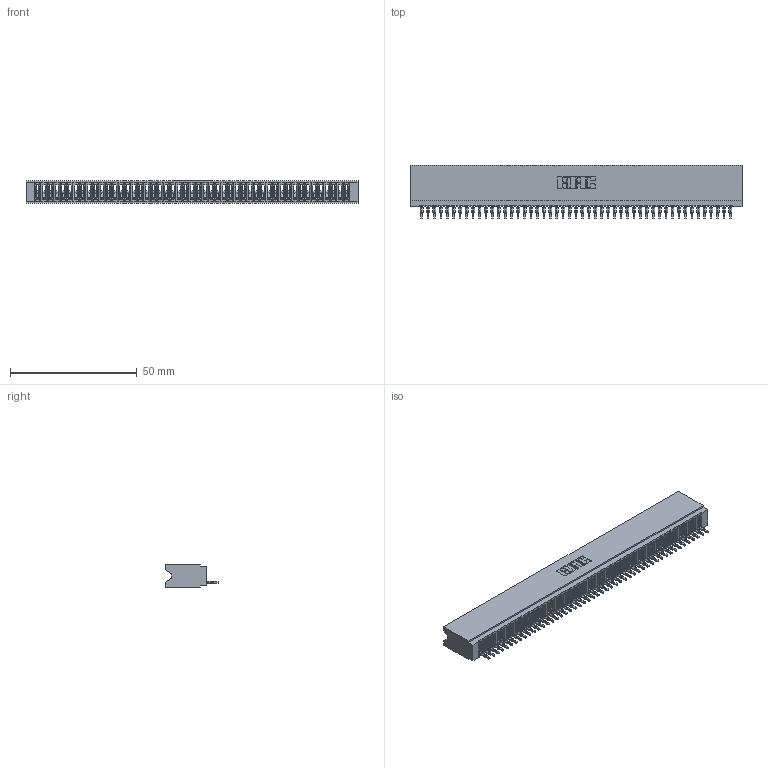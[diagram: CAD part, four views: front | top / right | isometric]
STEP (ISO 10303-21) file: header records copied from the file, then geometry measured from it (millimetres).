
FILE_DESCRIPTION (( 'STEP AP203' ), '1' );
FILE_NAME ('745-049-525-106.STEP', '2026-02-25T21:41:26', ( '' ), ( '' ), 'SwSTEP 2.0', 'SolidWorks 2023', '' );
FILE_SCHEMA (( 'CONFIG_CONTROL_DESIGN' ));
Length unit declared in the file: millimetre
Products named in the file (3): 745-292-001_525; 745 Part_Insulator Option - 06; 745-049-525-106
Assembly tree (50 placements, depth 2):
  745-049-525-106
    745 Part_Insulator Option - 06
    745-292-001_525  x49
Bounding box: 131.06 x 21.22 x 8.89 mm (x, y, z)
Volume: 11244.9 mm3; surface area: 21014.5 mm2
Topology: 50 solids, 50 shells, 5584 faces, 15352 edges, 9678 vertices
Faces by surface type: plane 3339, bspline 980, cylinder 971, torus 294
Entity records: 79989 total; most frequent: CARTESIAN_POINT 14597, ORIENTED_EDGE 14096, DIRECTION 12210, EDGE_CURVE 7048, VECTOR 6572, LINE 6572, VERTEX_POINT 4494, AXIS2_PLACEMENT_3D 2819
